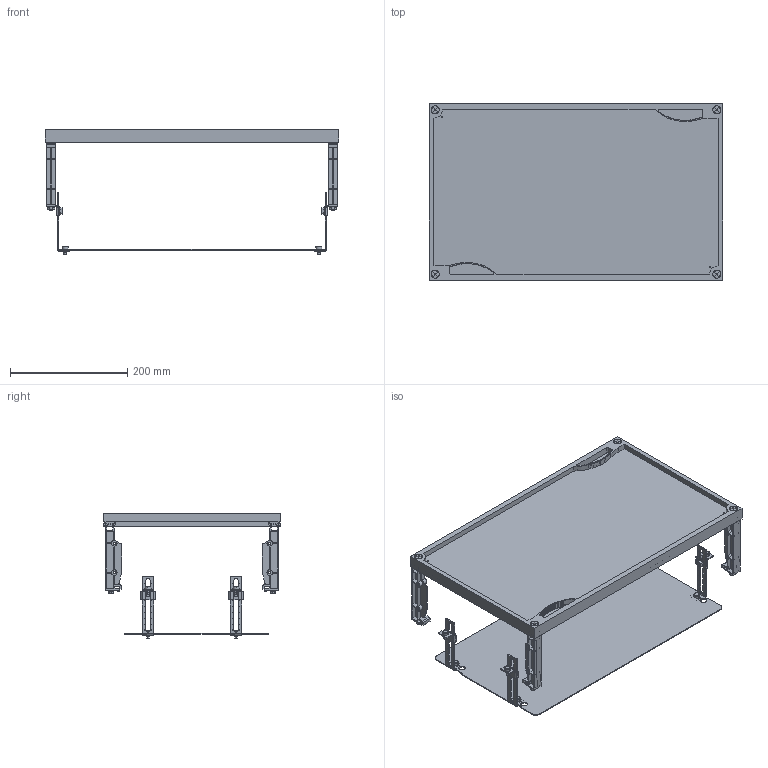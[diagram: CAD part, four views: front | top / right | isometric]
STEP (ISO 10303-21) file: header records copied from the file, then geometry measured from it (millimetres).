
FILE_DESCRIPTION(('STEP AP214'),'1');
FILE_NAME('cctmp_8156D37D-88E1-4A45-9022-2CA07C01F779_2023_07_22_14_09_27_0985..stp','2023-07-22T12:09:29',('SIEMENS A&D'),('CADClick - www.CADClick.com'),'Spatial InterOp 3D postprocessed',' ','unknown authorization');
FILE_SCHEMA(('AUTOMOTIVE_DESIGN'));
Length unit declared in the file: millimetre
Products named in the file (31): cc_unnamed; 2023_07_22_14_09_27_0929; 2023_07_22_14_09_27_0925; 2023_07_22_14_09_27_0921; 2023_07_22_14_09_27_0917; 2023_07_22_14_09_27_0913; 2023_07_22_14_09_27_0909; 2023_07_22_14_09_27_0905; 2023_07_22_14_09_27_0901; 2023_07_22_14_09_27_0897; 2023_07_22_14_09_27_0893; 2023_07_22_14_09_27_0889; 2023_07_22_14_09_27_0885; 2023_07_22_14_09_27_0881; 2023_07_22_14_09_27_0877; 2023_07_22_14_09_27_0873; 2023_07_22_14_09_27_0869; 2023_07_22_14_09_27_0865; 2023_07_22_14_09_27_0861; 2023_07_22_14_09_27_0857; 2023_07_22_14_09_27_0853; 2023_07_22_14_09_27_0849; 2023_07_22_14_09_27_0845; 2023_07_22_14_09_27_0841; 2023_07_22_14_09_27_0837; 2023_07_22_14_09_27_0833; 2023_07_22_14_09_27_0829; 2023_07_22_14_09_27_0825; 2023_07_22_14_09_27_0822; 2023_07_22_14_09_27_0818; 2023_07_22_14_09_27_0814
Assembly tree (30 placements, depth 2):
  cc_unnamed
    2023_07_22_14_09_27_0929
    2023_07_22_14_09_27_0925
    2023_07_22_14_09_27_0921
    2023_07_22_14_09_27_0917
    2023_07_22_14_09_27_0913
    2023_07_22_14_09_27_0909
    2023_07_22_14_09_27_0905
    2023_07_22_14_09_27_0901
    2023_07_22_14_09_27_0897
    2023_07_22_14_09_27_0893
    2023_07_22_14_09_27_0889
    2023_07_22_14_09_27_0885
    2023_07_22_14_09_27_0881
    2023_07_22_14_09_27_0877
    2023_07_22_14_09_27_0873
    2023_07_22_14_09_27_0869
    2023_07_22_14_09_27_0865
    2023_07_22_14_09_27_0861
    2023_07_22_14_09_27_0857
    2023_07_22_14_09_27_0853
    2023_07_22_14_09_27_0849
    2023_07_22_14_09_27_0845
    2023_07_22_14_09_27_0841
    2023_07_22_14_09_27_0837
    2023_07_22_14_09_27_0833
    2023_07_22_14_09_27_0829
    2023_07_22_14_09_27_0825
    2023_07_22_14_09_27_0822
    2023_07_22_14_09_27_0818
    2023_07_22_14_09_27_0814
Bounding box: 500 x 300 x 214.43 mm (x, y, z)
Volume: 1097039.3 mm3; surface area: 691722.5 mm2
Topology: 30 solids, 30 shells, 1558 faces, 4188 edges, 2752 vertices
Faces by surface type: plane 1096, cylinder 374, cone 56, torus 32
Entity records: 54369 total; most frequent: CARTESIAN_POINT 9097, ORIENTED_EDGE 8376, DIRECTION 8234, EDGE_CURVE 4188, LINE 3080, VECTOR 3080, VERTEX_POINT 2752, AXIS2_PLACEMENT_3D 2577
